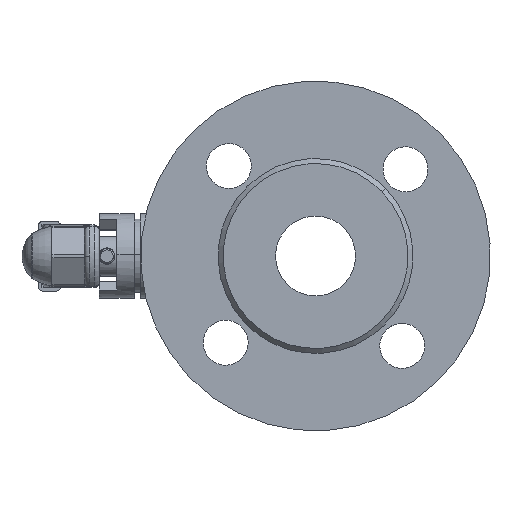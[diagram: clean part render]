
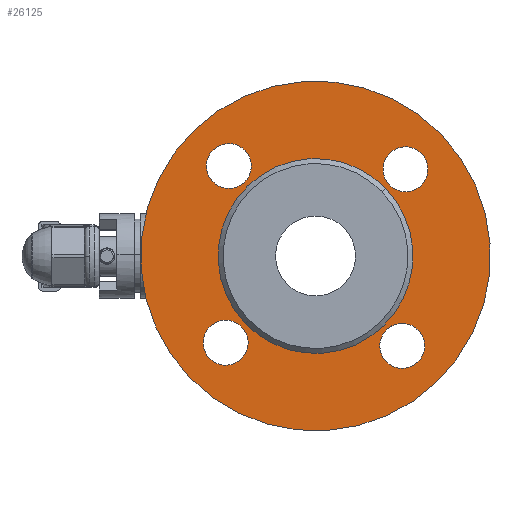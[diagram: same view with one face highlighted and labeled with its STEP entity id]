
A CAD part, left-side view. The second image highlights one B-rep face of the part: STEP entity #26125.
In plain terms, the highlighted face is planar.
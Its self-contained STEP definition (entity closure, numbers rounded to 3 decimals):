
#198 = DIRECTION ( 'NONE',  ( 1., 0., 0. ) ) ;
#240 = AXIS2_PLACEMENT_3D ( 'NONE', #7911, #23375, #23956 ) ;
#332 = FACE_OUTER_BOUND ( 'NONE', #3684, .T. ) ;
#474 = FACE_BOUND ( 'NONE', #8566, .T. ) ;
#785 = VERTEX_POINT ( 'NONE', #17850 ) ;
#1012 = CARTESIAN_POINT ( 'NONE',  ( -49.999, -0.001, 16. ) ) ;
#1142 = ORIENTED_EDGE ( 'NONE', *, *, #8438, .F. ) ;
#1189 = DIRECTION ( 'NONE',  ( 0., 0., 1. ) ) ;
#1470 = ORIENTED_EDGE ( 'NONE', *, *, #1974, .F. ) ;
#1844 = VERTEX_POINT ( 'NONE', #9992 ) ;
#1974 = EDGE_CURVE ( 'NONE', #22705, #14277, #7225, .T. ) ;
#2281 = FACE_BOUND ( 'NONE', #28607, .T. ) ;
#2643 = DIRECTION ( 'NONE',  ( 1., 0., 0. ) ) ;
#3133 = CIRCLE ( 'NONE', #13157, 9. ) ;
#3684 = EDGE_LOOP ( 'NONE', ( #21194, #12329 ) ) ;
#4139 = DIRECTION ( 'NONE',  ( 1., 0., 0. ) ) ;
#5026 = CARTESIAN_POINT ( 'NONE',  ( 70., 0., 16. ) ) ;
#5086 = CARTESIAN_POINT ( 'NONE',  ( 9.002, -50., 16. ) ) ;
#5435 = CARTESIAN_POINT ( 'NONE',  ( -8.998, -50., 16. ) ) ;
#5453 = CARTESIAN_POINT ( 'NONE',  ( -40.999, -0.001, 16. ) ) ;
#6760 = DIRECTION ( 'NONE',  ( 1., 0., 0. ) ) ;
#7225 = CIRCLE ( 'NONE', #11514, 9. ) ;
#7264 = AXIS2_PLACEMENT_3D ( 'NONE', #7647, #14977, #14830 ) ;
#7271 = VERTEX_POINT ( 'NONE', #5086 ) ;
#7311 = DIRECTION ( 'NONE',  ( 1., 0., 0. ) ) ;
#7340 = ORIENTED_EDGE ( 'NONE', *, *, #16902, .F. ) ;
#7647 = CARTESIAN_POINT ( 'NONE',  ( 0.002, -50., 16. ) ) ;
#7759 = CIRCLE ( 'NONE', #11592, 39. ) ;
#7911 = CARTESIAN_POINT ( 'NONE',  ( 0., 0., 16. ) ) ;
#7914 = CARTESIAN_POINT ( 'NONE',  ( 50.001, 0.001, 16. ) ) ;
#7937 = DIRECTION ( 'NONE',  ( 1., 0., 0. ) ) ;
#8438 = EDGE_CURVE ( 'NONE', #22191, #7271, #24499, .T. ) ;
#8566 = EDGE_LOOP ( 'NONE', ( #15516, #23238 ) ) ;
#9011 = DIRECTION ( 'NONE',  ( 1., 0., 0. ) ) ;
#9399 = CARTESIAN_POINT ( 'NONE',  ( 0.002, -50., 16. ) ) ;
#9602 = ORIENTED_EDGE ( 'NONE', *, *, #18273, .F. ) ;
#9746 = FACE_BOUND ( 'NONE', #28138, .T. ) ;
#9887 = CIRCLE ( 'NONE', #26645, 9. ) ;
#9992 = CARTESIAN_POINT ( 'NONE',  ( -9., 50., 16. ) ) ;
#10122 = VERTEX_POINT ( 'NONE', #5026 ) ;
#10698 = CARTESIAN_POINT ( 'NONE',  ( 39., 0., 16. ) ) ;
#11266 = CARTESIAN_POINT ( 'NONE',  ( 0., 0., 16. ) ) ;
#11400 = FACE_BOUND ( 'NONE', #24620, .T. ) ;
#11413 = DIRECTION ( 'NONE',  ( 0., 0., 1. ) ) ;
#11464 = AXIS2_PLACEMENT_3D ( 'NONE', #29377, #13672, #198 ) ;
#11514 = AXIS2_PLACEMENT_3D ( 'NONE', #1012, #17167, #18987 ) ;
#11592 = AXIS2_PLACEMENT_3D ( 'NONE', #20027, #29140, #4139 ) ;
#11678 = VERTEX_POINT ( 'NONE', #10698 ) ;
#12069 = EDGE_CURVE ( 'NONE', #13841, #11678, #22119, .T. ) ;
#12239 = EDGE_CURVE ( 'NONE', #11678, #13841, #7759, .T. ) ;
#12329 = ORIENTED_EDGE ( 'NONE', *, *, #27535, .T. ) ;
#12411 = EDGE_CURVE ( 'NONE', #14277, #22705, #18061, .T. ) ;
#12541 = AXIS2_PLACEMENT_3D ( 'NONE', #13582, #12983, #13423 ) ;
#12641 = CIRCLE ( 'NONE', #29373, 9. ) ;
#12983 = DIRECTION ( 'NONE',  ( 0., 0., -1. ) ) ;
#13157 = AXIS2_PLACEMENT_3D ( 'NONE', #21442, #17213, #7937 ) ;
#13289 = CIRCLE ( 'NONE', #26217, 9. ) ;
#13423 = DIRECTION ( 'NONE',  ( 1., 0., 0. ) ) ;
#13575 = CIRCLE ( 'NONE', #28371, 70. ) ;
#13582 = CARTESIAN_POINT ( 'NONE',  ( 0., 0., 16. ) ) ;
#13672 = DIRECTION ( 'NONE',  ( 0., 0., 1. ) ) ;
#13841 = VERTEX_POINT ( 'NONE', #22959 ) ;
#14277 = VERTEX_POINT ( 'NONE', #5453 ) ;
#14830 = DIRECTION ( 'NONE',  ( 1., 0., 0. ) ) ;
#14977 = DIRECTION ( 'NONE',  ( 0., 0., 1. ) ) ;
#15182 = DIRECTION ( 'NONE',  ( 0., 0., 1. ) ) ;
#15222 = VERTEX_POINT ( 'NONE', #24029 ) ;
#15516 = ORIENTED_EDGE ( 'NONE', *, *, #12069, .T. ) ;
#16902 = EDGE_CURVE ( 'NONE', #18794, #18057, #20566, .T. ) ;
#16985 = EDGE_CURVE ( 'NONE', #1844, #785, #13289, .T. ) ;
#17167 = DIRECTION ( 'NONE',  ( 0., 0., 1. ) ) ;
#17213 = DIRECTION ( 'NONE',  ( 0., 0., 1. ) ) ;
#17275 = ORIENTED_EDGE ( 'NONE', *, *, #21186, .F. ) ;
#17850 = CARTESIAN_POINT ( 'NONE',  ( 9., 50., 16. ) ) ;
#18057 = VERTEX_POINT ( 'NONE', #18575 ) ;
#18061 = CIRCLE ( 'NONE', #26211, 9. ) ;
#18273 = EDGE_CURVE ( 'NONE', #18057, #18794, #9887, .T. ) ;
#18446 = DIRECTION ( 'NONE',  ( 0., 0., 1. ) ) ;
#18575 = CARTESIAN_POINT ( 'NONE',  ( 59.001, 0.001, 16. ) ) ;
#18662 = DIRECTION ( 'NONE',  ( 0., 0., 1. ) ) ;
#18683 = DIRECTION ( 'NONE',  ( 0., 0., 1. ) ) ;
#18794 = VERTEX_POINT ( 'NONE', #23206 ) ;
#18987 = DIRECTION ( 'NONE',  ( 1., 0., 0. ) ) ;
#19745 = AXIS2_PLACEMENT_3D ( 'NONE', #27431, #18446, #6760 ) ;
#20027 = CARTESIAN_POINT ( 'NONE',  ( 0., 0., 16. ) ) ;
#20422 = DIRECTION ( 'NONE',  ( 1., 0., 0. ) ) ;
#20566 = CIRCLE ( 'NONE', #11464, 9. ) ;
#21067 = CARTESIAN_POINT ( 'NONE',  ( -49.999, -0.001, 16. ) ) ;
#21114 = CARTESIAN_POINT ( 'NONE',  ( -58.999, -0.001, 16. ) ) ;
#21186 = EDGE_CURVE ( 'NONE', #7271, #22191, #12641, .T. ) ;
#21194 = ORIENTED_EDGE ( 'NONE', *, *, #22711, .T. ) ;
#21295 = CIRCLE ( 'NONE', #240, 70. ) ;
#21442 = CARTESIAN_POINT ( 'NONE',  ( 0., 50., 16. ) ) ;
#22119 = CIRCLE ( 'NONE', #12541, 39. ) ;
#22191 = VERTEX_POINT ( 'NONE', #5435 ) ;
#22670 = CARTESIAN_POINT ( 'NONE',  ( 0., 50., 16. ) ) ;
#22705 = VERTEX_POINT ( 'NONE', #21114 ) ;
#22711 = EDGE_CURVE ( 'NONE', #15222, #10122, #21295, .T. ) ;
#22959 = CARTESIAN_POINT ( 'NONE',  ( -39., 0., 16. ) ) ;
#23206 = CARTESIAN_POINT ( 'NONE',  ( 41.001, 0.001, 16. ) ) ;
#23238 = ORIENTED_EDGE ( 'NONE', *, *, #12239, .T. ) ;
#23253 = FACE_BOUND ( 'NONE', #27339, .T. ) ;
#23375 = DIRECTION ( 'NONE',  ( 0., 0., 1. ) ) ;
#23956 = DIRECTION ( 'NONE',  ( 1., 0., 0. ) ) ;
#24011 = EDGE_CURVE ( 'NONE', #785, #1844, #3133, .T. ) ;
#24029 = CARTESIAN_POINT ( 'NONE',  ( -70., 0., 16. ) ) ;
#24499 = CIRCLE ( 'NONE', #7264, 9. ) ;
#24620 = EDGE_LOOP ( 'NONE', ( #9602, #7340 ) ) ;
#25233 = ORIENTED_EDGE ( 'NONE', *, *, #24011, .F. ) ;
#26124 = ORIENTED_EDGE ( 'NONE', *, *, #12411, .F. ) ;
#26125 = ADVANCED_FACE ( 'NONE', ( #474, #332, #2281, #23253, #11400, #9746 ), #27278, .T. ) ;
#26211 = AXIS2_PLACEMENT_3D ( 'NONE', #21067, #18662, #2643 ) ;
#26217 = AXIS2_PLACEMENT_3D ( 'NONE', #22670, #11413, #9011 ) ;
#26645 = AXIS2_PLACEMENT_3D ( 'NONE', #7914, #1189, #28718 ) ;
#27278 = PLANE ( 'NONE',  #19745 ) ;
#27339 = EDGE_LOOP ( 'NONE', ( #17275, #1142 ) ) ;
#27431 = CARTESIAN_POINT ( 'NONE',  ( 0., 0., 16. ) ) ;
#27535 = EDGE_CURVE ( 'NONE', #10122, #15222, #13575, .T. ) ;
#27649 = ORIENTED_EDGE ( 'NONE', *, *, #16985, .F. ) ;
#28138 = EDGE_LOOP ( 'NONE', ( #25233, #27649 ) ) ;
#28371 = AXIS2_PLACEMENT_3D ( 'NONE', #11266, #15182, #20422 ) ;
#28607 = EDGE_LOOP ( 'NONE', ( #26124, #1470 ) ) ;
#28718 = DIRECTION ( 'NONE',  ( 1., 0., 0. ) ) ;
#29140 = DIRECTION ( 'NONE',  ( 0., 0., -1. ) ) ;
#29373 = AXIS2_PLACEMENT_3D ( 'NONE', #9399, #18683, #7311 ) ;
#29377 = CARTESIAN_POINT ( 'NONE',  ( 50.001, 0.001, 16. ) ) ;
